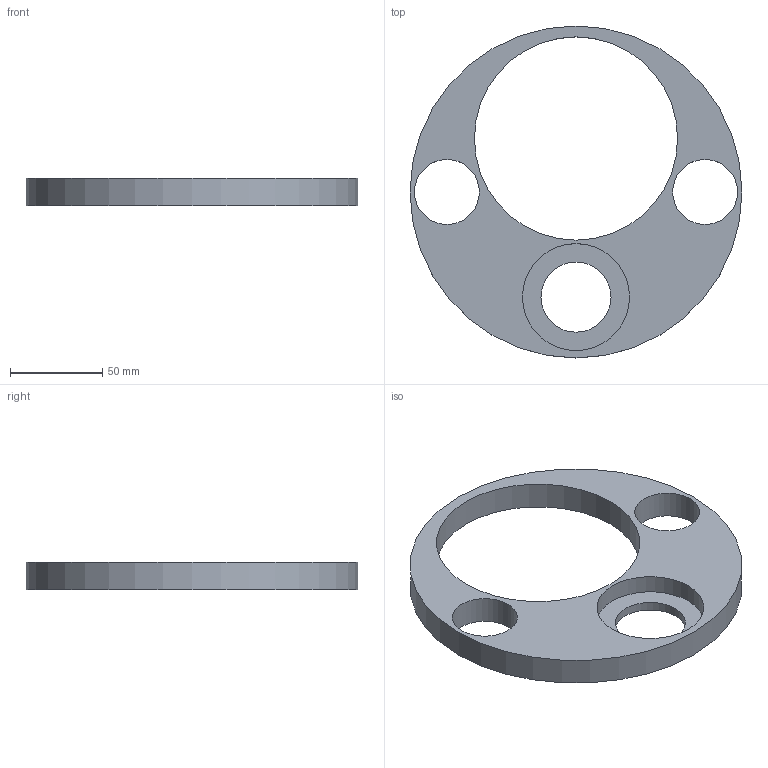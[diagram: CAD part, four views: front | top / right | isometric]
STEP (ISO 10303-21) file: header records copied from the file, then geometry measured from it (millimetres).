
FILE_DESCRIPTION(('FreeCAD Model'),'2;1');
FILE_NAME('Open CASCADE Shape Model','2024-10-14T18:53:53',(''),(''), 'Open CASCADE STEP processor 7.6','FreeCAD','Unknown');
FILE_SCHEMA(('CONFIG_CONTROL_DESIGN','SHAPE_APPEARANCE_LAYER_MIM'));
Length unit declared in the file: millimetre
Products named in the file (1): difference (Solid)
Bounding box: 180 x 180 x 15 mm (x, y, z)
Volume: 177349.3 mm3; surface area: 45069.1 mm2
Topology: 1 solids, 1 shells, 9 faces, 18 edges, 12 vertices
Faces by surface type: cylinder 6, plane 3
Full cylindrical faces by diameter (mm): 35.2 x2, 38 x1, 58 x1, 110.2 x1, 180 x1
Entity records: 312 total; most frequent: DIRECTION 50, CARTESIAN_POINT 40, ORIENTED_EDGE 36, AXIS2_PLACEMENT_3D 22, FACE_BOUND 18, EDGE_LOOP 18, EDGE_CURVE 18, VERTEX_POINT 12
